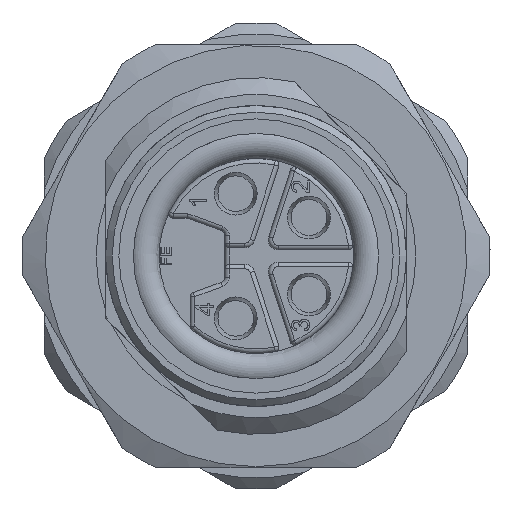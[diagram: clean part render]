
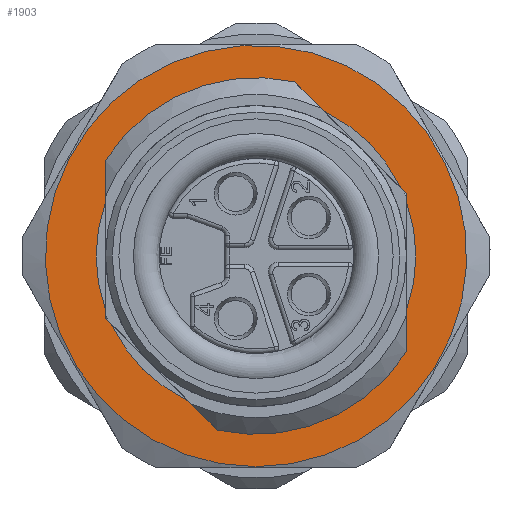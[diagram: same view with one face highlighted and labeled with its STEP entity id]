
A CAD part, left-side view. The second image highlights one B-rep face of the part: STEP entity #1903.
In plain terms, the highlighted planar face has unit normal (-1, 0, 0).
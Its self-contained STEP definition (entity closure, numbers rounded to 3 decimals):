
#99=PLANE('',#7183);
#790=LINE('',#10176,#1337);
#791=LINE('',#10178,#1338);
#792=LINE('',#10182,#1339);
#793=LINE('',#10183,#1340);
#794=LINE('',#10184,#1341);
#795=LINE('',#10186,#1342);
#796=LINE('',#10187,#1343);
#797=LINE('',#10188,#1344);
#1337=VECTOR('',#8017,1.);
#1338=VECTOR('',#8018,1.);
#1339=VECTOR('',#8021,1.);
#1340=VECTOR('',#8022,1.);
#1341=VECTOR('',#8023,1.);
#1342=VECTOR('',#8024,1.);
#1343=VECTOR('',#8025,1.);
#1344=VECTOR('',#8026,1.);
#1903=ADVANCED_FACE('',(#2463,#2464),#99,.T.);
#2463=FACE_BOUND('',#2577,.T.);
#2464=FACE_BOUND('',#2578,.T.);
#2577=EDGE_LOOP('',(#3102,#3103,#3104,#3105,#3106,#3107,#3108,#3109,#3110,
#3111,#3112,#3113,#3114,#3115));
#2578=EDGE_LOOP('',(#3116));
#3102=ORIENTED_EDGE('',*,*,#5799,.F.);
#3103=ORIENTED_EDGE('',*,*,#5800,.F.);
#3104=ORIENTED_EDGE('',*,*,#5801,.F.);
#3105=ORIENTED_EDGE('',*,*,#5802,.F.);
#3106=ORIENTED_EDGE('',*,*,#5790,.F.);
#3107=ORIENTED_EDGE('',*,*,#5803,.T.);
#3108=ORIENTED_EDGE('',*,*,#5788,.F.);
#3109=ORIENTED_EDGE('',*,*,#5804,.T.);
#3110=ORIENTED_EDGE('',*,*,#5805,.T.);
#3111=ORIENTED_EDGE('',*,*,#5781,.F.);
#3112=ORIENTED_EDGE('',*,*,#5806,.T.);
#3113=ORIENTED_EDGE('',*,*,#5772,.F.);
#3114=ORIENTED_EDGE('',*,*,#5807,.F.);
#3115=ORIENTED_EDGE('',*,*,#5769,.F.);
#3116=ORIENTED_EDGE('',*,*,#5730,.F.);
#5063=VERTEX_POINT('',#9977);
#5090=VERTEX_POINT('',#10085);
#5091=VERTEX_POINT('',#10087);
#5093=VERTEX_POINT('',#10092);
#5094=VERTEX_POINT('',#10094);
#5099=VERTEX_POINT('',#10113);
#5101=VERTEX_POINT('',#10117);
#5106=VERTEX_POINT('',#10135);
#5108=VERTEX_POINT('',#10139);
#5109=VERTEX_POINT('',#10143);
#5111=VERTEX_POINT('',#10146);
#5118=VERTEX_POINT('',#10177);
#5119=VERTEX_POINT('',#10179);
#5120=VERTEX_POINT('',#10181);
#5121=VERTEX_POINT('',#10185);
#5730=EDGE_CURVE('',#5063,#5063,#6758,.T.);
#5769=EDGE_CURVE('',#5090,#5091,#6772,.T.);
#5772=EDGE_CURVE('',#5093,#5094,#6773,.T.);
#5781=EDGE_CURVE('',#5101,#5099,#6777,.T.);
#5788=EDGE_CURVE('',#5108,#5106,#6780,.T.);
#5790=EDGE_CURVE('',#5109,#5111,#6781,.T.);
#5799=EDGE_CURVE('',#5118,#5090,#790,.T.);
#5800=EDGE_CURVE('',#5119,#5118,#791,.T.);
#5801=EDGE_CURVE('',#5120,#5119,#6785,.T.);
#5802=EDGE_CURVE('',#5111,#5120,#792,.T.);
#5803=EDGE_CURVE('',#5109,#5106,#793,.T.);
#5804=EDGE_CURVE('',#5108,#5121,#794,.T.);
#5805=EDGE_CURVE('',#5121,#5099,#795,.T.);
#5806=EDGE_CURVE('',#5101,#5094,#796,.T.);
#5807=EDGE_CURVE('',#5091,#5093,#797,.T.);
#6758=CIRCLE('',#7133,9.45);
#6772=CIRCLE('',#7160,7.172);
#6773=CIRCLE('',#7162,8.);
#6777=CIRCLE('',#7168,7.172);
#6780=CIRCLE('',#7173,7.172);
#6781=CIRCLE('',#7175,8.);
#6785=CIRCLE('',#7182,7.172);
#7133=AXIS2_PLACEMENT_3D('',#9976,#7891,#7892);
#7160=AXIS2_PLACEMENT_3D('',#10086,#7964,#7965);
#7162=AXIS2_PLACEMENT_3D('',#10093,#7970,#7971);
#7168=AXIS2_PLACEMENT_3D('',#10118,#7985,#7986);
#7173=AXIS2_PLACEMENT_3D('',#10140,#7997,#7998);
#7175=AXIS2_PLACEMENT_3D('',#10145,#8002,#8003);
#7182=AXIS2_PLACEMENT_3D('',#10180,#8019,#8020);
#7183=AXIS2_PLACEMENT_3D('',#10189,#8027,#8028);
#7891=DIRECTION('',(1.,0.,0.));
#7892=DIRECTION('',(0.,0.,-1.));
#7964=DIRECTION('',(-1.,0.,0.));
#7965=DIRECTION('',(0.,0.,1.));
#7970=DIRECTION('',(-1.,0.,0.));
#7971=DIRECTION('',(0.,1.,0.));
#7985=DIRECTION('',(-1.,0.,0.));
#7986=DIRECTION('',(0.,0.,1.));
#7997=DIRECTION('',(-1.,0.,0.));
#7998=DIRECTION('',(0.,0.,1.));
#8002=DIRECTION('',(-1.,0.,0.));
#8003=DIRECTION('',(0.,1.,0.));
#8017=DIRECTION('',(0.,0.707,0.707));
#8018=DIRECTION('',(0.,0.,1.));
#8019=DIRECTION('',(-1.,0.,0.));
#8020=DIRECTION('',(0.,0.,1.));
#8021=DIRECTION('',(0.,0.,1.));
#8022=DIRECTION('',(0.,0.707,0.707));
#8023=DIRECTION('',(0.,0.707,0.707));
#8024=DIRECTION('',(0.,0.,1.));
#8025=DIRECTION('',(0.,0.,1.));
#8026=DIRECTION('',(0.,0.707,0.707));
#8027=DIRECTION('',(-1.,0.,0.));
#8028=DIRECTION('',(0.,0.,-1.));
#9976=CARTESIAN_POINT('',(11.55,0.,0.));
#9977=CARTESIAN_POINT('',(11.55,0.,-9.45));
#10085=CARTESIAN_POINT('',(11.55,-6.487,3.059));
#10086=CARTESIAN_POINT('',(11.55,0.,0.));
#10087=CARTESIAN_POINT('',(11.55,-3.059,6.487));
#10092=CARTESIAN_POINT('',(11.55,-1.737,7.809));
#10093=CARTESIAN_POINT('',(11.55,0.,0.));
#10094=CARTESIAN_POINT('',(11.55,6.75,4.294));
#10113=CARTESIAN_POINT('',(11.55,6.75,-2.424));
#10117=CARTESIAN_POINT('',(11.55,6.75,2.424));
#10118=CARTESIAN_POINT('',(11.55,0.,0.));
#10135=CARTESIAN_POINT('',(11.55,3.059,-6.487));
#10139=CARTESIAN_POINT('',(11.55,6.487,-3.059));
#10140=CARTESIAN_POINT('',(11.55,0.,0.));
#10143=CARTESIAN_POINT('',(11.55,1.737,-7.809));
#10145=CARTESIAN_POINT('',(11.55,0.,0.));
#10146=CARTESIAN_POINT('',(11.55,-6.75,-4.294));
#10176=CARTESIAN_POINT('',(11.55,-0.711,8.835));
#10177=CARTESIAN_POINT('',(11.55,-6.75,2.796));
#10178=CARTESIAN_POINT('',(11.55,-6.75,2.796));
#10179=CARTESIAN_POINT('',(11.55,-6.75,2.424));
#10180=CARTESIAN_POINT('',(11.55,0.,0.));
#10181=CARTESIAN_POINT('',(11.55,-6.75,-2.424));
#10182=CARTESIAN_POINT('',(11.55,-6.75,2.796));
#10183=CARTESIAN_POINT('',(11.55,6.75,-2.796));
#10184=CARTESIAN_POINT('',(11.55,6.75,-2.796));
#10185=CARTESIAN_POINT('',(11.55,6.75,-2.796));
#10186=CARTESIAN_POINT('',(11.55,6.75,5.744));
#10187=CARTESIAN_POINT('',(11.55,6.75,5.744));
#10188=CARTESIAN_POINT('',(11.55,-0.711,8.835));
#10189=CARTESIAN_POINT('',(11.55,0.,0.));
